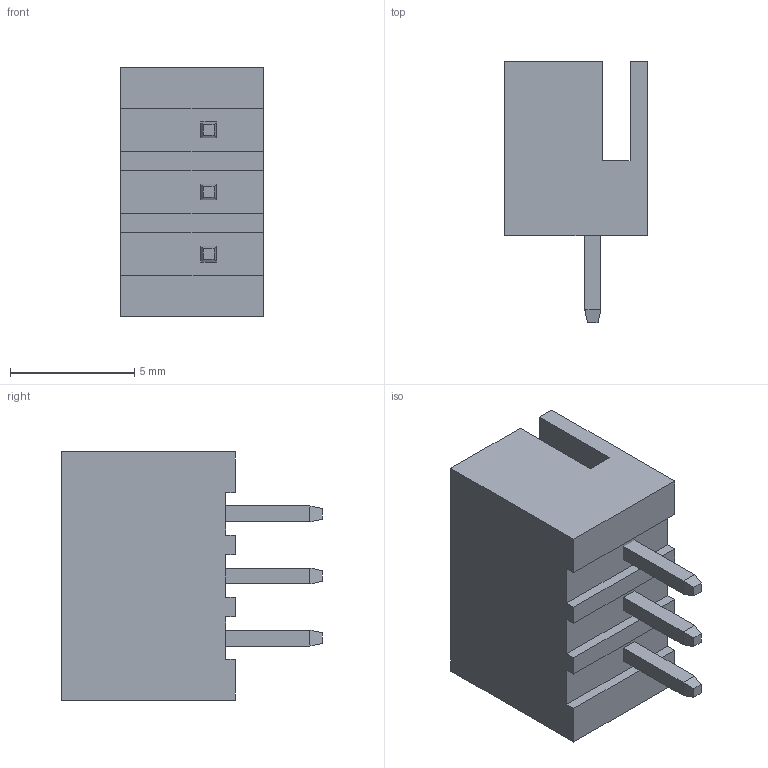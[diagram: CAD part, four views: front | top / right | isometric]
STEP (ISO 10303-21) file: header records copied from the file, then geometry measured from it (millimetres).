
FILE_DESCRIPTION (( 'STEP AP214' ), '1' );
FILE_NAME ('User Library-CWF-3.STEP', '2015-03-06T14:33:28', ( 'Windows User' ), ( '' ), 'SwSTEP 2.0', 'SolidWorks 2015', '' );
FILE_SCHEMA (( 'AUTOMOTIVE_DESIGN' ));
Length unit declared in the file: millimetre
Products named in the file (1): User Library-CWF-3
Bounding box: 5.75 x 10.5 x 10 mm (x, y, z)
Volume: 198.3 mm3; surface area: 518.2 mm2
Topology: 2 solids, 2 shells, 95 faces, 235 edges, 148 vertices
Faces by surface type: plane 93, cylinder 2
Entity records: 3813 total; most frequent: CARTESIAN_POINT 479, ORIENTED_EDGE 470, DIRECTION 431, EDGE_CURVE 235, VECTOR 231, LINE 231, VERTEX_POINT 148, AXIS2_PLACEMENT_3D 100
